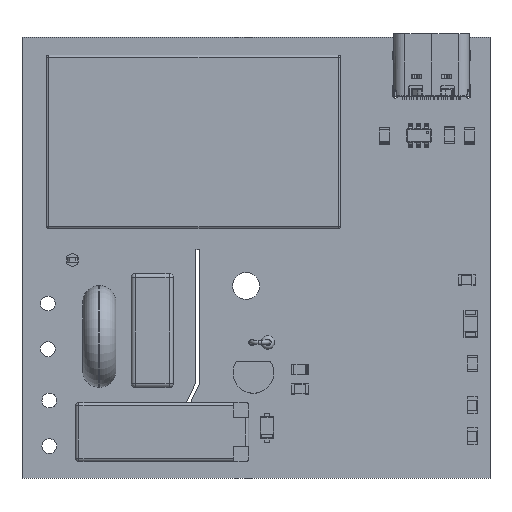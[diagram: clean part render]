
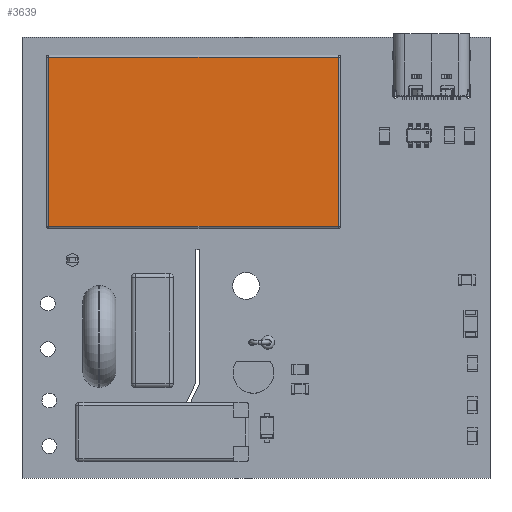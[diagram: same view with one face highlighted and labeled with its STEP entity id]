
A CAD part, top view. The second image highlights one B-rep face of the part: STEP entity #3639.
In plain terms, the highlighted planar face has unit normal (0, 0, 1).
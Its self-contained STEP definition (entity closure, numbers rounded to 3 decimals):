
#3442 = VERTEX_POINT('',#3443);
#3443 = CARTESIAN_POINT('',(31.69,7.5,15.1));
#3450 = EDGE_CURVE('',#3442,#3451,#3453,.T.);
#3451 = VERTEX_POINT('',#3452);
#3452 = CARTESIAN_POINT('',(31.69,-12.5,15.1));
#3453 = LINE('',#3454,#3455);
#3454 = CARTESIAN_POINT('',(31.69,7.5,15.1));
#3455 = VECTOR('',#3456,1.);
#3456 = DIRECTION('',(0.,-1.,0.));
#3639 = ADVANCED_FACE('',(#3640),#3665,.F.);
#3640 = FACE_BOUND('',#3641,.F.);
#3641 = EDGE_LOOP('',(#3642,#3650,#3651,#3659));
#3642 = ORIENTED_EDGE('',*,*,#3643,.T.);
#3643 = EDGE_CURVE('',#3644,#3442,#3646,.T.);
#3644 = VERTEX_POINT('',#3645);
#3645 = CARTESIAN_POINT('',(-2.61,7.5,15.1));
#3646 = LINE('',#3647,#3648);
#3647 = CARTESIAN_POINT('',(-2.61,7.5,15.1));
#3648 = VECTOR('',#3649,1.);
#3649 = DIRECTION('',(1.,0.,0.));
#3650 = ORIENTED_EDGE('',*,*,#3450,.T.);
#3651 = ORIENTED_EDGE('',*,*,#3652,.T.);
#3652 = EDGE_CURVE('',#3451,#3653,#3655,.T.);
#3653 = VERTEX_POINT('',#3654);
#3654 = CARTESIAN_POINT('',(-2.61,-12.5,15.1));
#3655 = LINE('',#3656,#3657);
#3656 = CARTESIAN_POINT('',(31.69,-12.5,15.1));
#3657 = VECTOR('',#3658,1.);
#3658 = DIRECTION('',(-1.,0.,0.));
#3659 = ORIENTED_EDGE('',*,*,#3660,.T.);
#3660 = EDGE_CURVE('',#3653,#3644,#3661,.T.);
#3661 = LINE('',#3662,#3663);
#3662 = CARTESIAN_POINT('',(-2.61,-12.5,15.1));
#3663 = VECTOR('',#3664,1.);
#3664 = DIRECTION('',(0.,1.,0.));
#3665 = PLANE('',#3666);
#3666 = AXIS2_PLACEMENT_3D('',#3667,#3668,#3669);
#3667 = CARTESIAN_POINT('',(14.54,-2.5,15.1));
#3668 = DIRECTION('',(-0.,-0.,-1.));
#3669 = DIRECTION('',(-1.,0.,0.));
